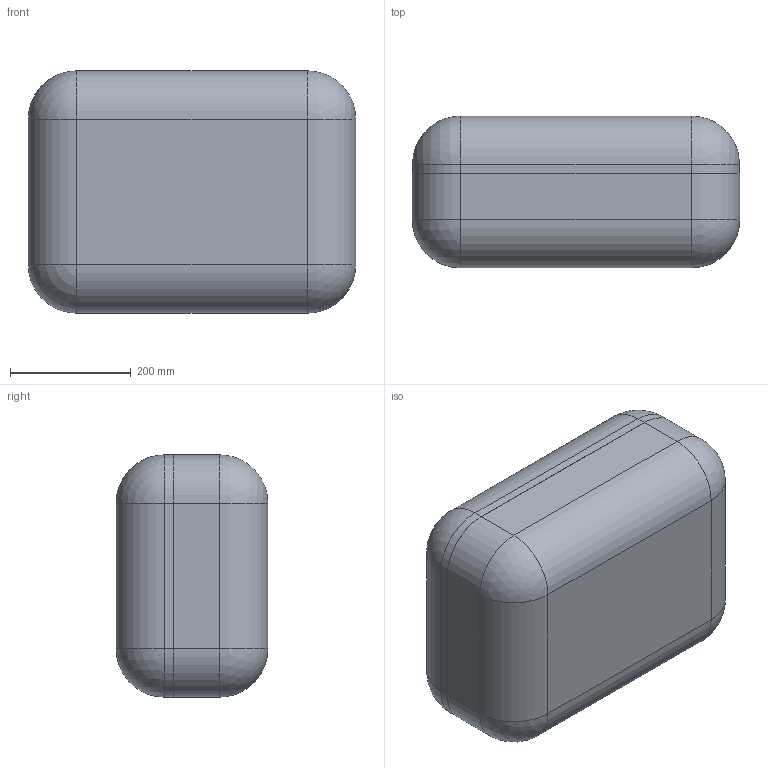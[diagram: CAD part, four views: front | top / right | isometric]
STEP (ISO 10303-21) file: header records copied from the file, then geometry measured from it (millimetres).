
FILE_DESCRIPTION (( 'STEP AP214' ), '1' );
FILE_NAME ('Ñáîðêà_Ê-30(óïð).STEP', '2025-08-13T13:53:40', ( '' ), ( '' ), 'SwSTEP 2.0', 'SolidWorks 2021', '' );
FILE_SCHEMA (( 'AUTOMOTIVE_DESIGN' ));
Length unit declared in the file: millimetre
Products named in the file (3): Ñáîðêà_Ê-30(óïð); Êîðïóñ Ê-30; Êðûøêà Ê-30
Assembly tree (2 placements, depth 2):
  Ñáîðêà_Ê-30(óïð)
    Êîðïóñ Ê-30
    Êðûøêà Ê-30
Bounding box: 542.42 x 251.35 x 401.43 mm (x, y, z)
Volume: 28838455.2 mm3; surface area: 1412701.1 mm2
Topology: 2 solids, 6 shells, 1680 faces, 4421 edges, 2712 vertices
Faces by surface type: bspline 659, plane 628, cylinder 341, sphere 26, torus 26
Entity records: 76333 total; most frequent: CARTESIAN_POINT 41876, ORIENTED_EDGE 8678, DIRECTION 4769, EDGE_CURVE 4339, VERTEX_POINT 2711, LINE 1837, VECTOR 1837, B_SPLINE_CURVE_WITH_KNOTS 1790
